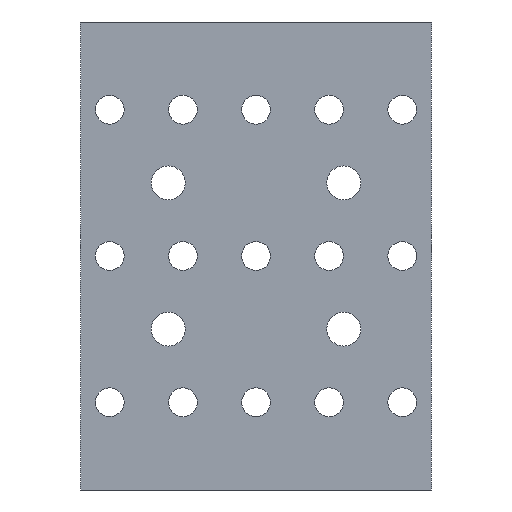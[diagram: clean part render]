
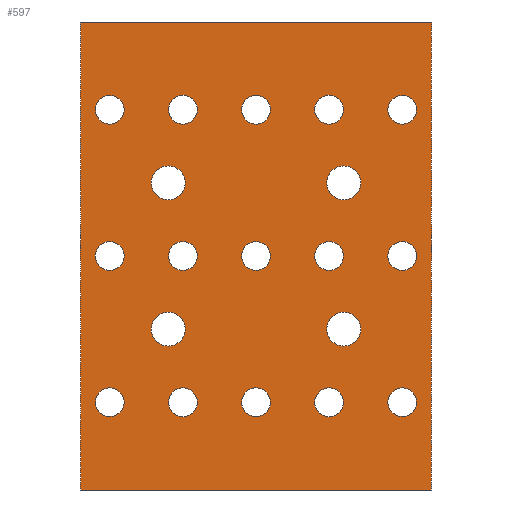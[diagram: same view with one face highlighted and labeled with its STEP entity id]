
A CAD part, front view. The second image highlights one B-rep face of the part: STEP entity #597.
In plain terms, the highlighted planar face has unit normal (0, -1, 0).
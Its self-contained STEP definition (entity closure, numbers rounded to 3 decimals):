
#34=FACE_BOUND('',#138,.T.);
#35=FACE_BOUND('',#139,.T.);
#36=FACE_BOUND('',#140,.T.);
#37=FACE_BOUND('',#141,.T.);
#38=FACE_BOUND('',#142,.T.);
#39=FACE_BOUND('',#143,.T.);
#40=FACE_BOUND('',#144,.T.);
#41=FACE_BOUND('',#145,.T.);
#42=FACE_BOUND('',#146,.T.);
#43=FACE_BOUND('',#147,.T.);
#44=FACE_BOUND('',#148,.T.);
#45=FACE_BOUND('',#149,.T.);
#46=FACE_BOUND('',#150,.T.);
#47=FACE_BOUND('',#151,.T.);
#48=FACE_BOUND('',#152,.T.);
#49=FACE_BOUND('',#153,.T.);
#50=FACE_BOUND('',#154,.T.);
#51=FACE_BOUND('',#155,.T.);
#52=FACE_BOUND('',#156,.T.);
#56=PLANE('',#691);
#89=FACE_OUTER_BOUND('',#137,.T.);
#137=EDGE_LOOP('',(#521,#522,#523,#524));
#138=EDGE_LOOP('',(#525));
#139=EDGE_LOOP('',(#526));
#140=EDGE_LOOP('',(#527));
#141=EDGE_LOOP('',(#528));
#142=EDGE_LOOP('',(#529));
#143=EDGE_LOOP('',(#530));
#144=EDGE_LOOP('',(#531));
#145=EDGE_LOOP('',(#532));
#146=EDGE_LOOP('',(#533));
#147=EDGE_LOOP('',(#534));
#148=EDGE_LOOP('',(#535));
#149=EDGE_LOOP('',(#536));
#150=EDGE_LOOP('',(#537));
#151=EDGE_LOOP('',(#538));
#152=EDGE_LOOP('',(#539));
#153=EDGE_LOOP('',(#540));
#154=EDGE_LOOP('',(#541));
#155=EDGE_LOOP('',(#542));
#156=EDGE_LOOP('',(#543));
#183=LINE('',#1009,#218);
#191=LINE('',#1024,#226);
#192=LINE('',#1026,#227);
#193=LINE('',#1027,#228);
#218=VECTOR('',#852,10.);
#226=VECTOR('',#864,10.);
#227=VECTOR('',#867,10.);
#228=VECTOR('',#868,10.);
#230=CIRCLE('',#625,2.459);
#232=CIRCLE('',#628,2.459);
#234=CIRCLE('',#631,2.459);
#236=CIRCLE('',#634,2.459);
#238=CIRCLE('',#637,2.459);
#240=CIRCLE('',#640,2.459);
#242=CIRCLE('',#643,2.459);
#244=CIRCLE('',#646,2.459);
#246=CIRCLE('',#649,2.459);
#248=CIRCLE('',#652,2.459);
#250=CIRCLE('',#655,2.459);
#252=CIRCLE('',#658,2.459);
#254=CIRCLE('',#661,2.459);
#256=CIRCLE('',#664,2.459);
#258=CIRCLE('',#667,2.459);
#261=CIRCLE('',#672,2.9);
#264=CIRCLE('',#677,2.9);
#267=CIRCLE('',#682,2.9);
#270=CIRCLE('',#687,2.9);
#272=VERTEX_POINT('',#877);
#274=VERTEX_POINT('',#883);
#276=VERTEX_POINT('',#889);
#278=VERTEX_POINT('',#895);
#280=VERTEX_POINT('',#901);
#282=VERTEX_POINT('',#907);
#284=VERTEX_POINT('',#913);
#286=VERTEX_POINT('',#919);
#288=VERTEX_POINT('',#925);
#290=VERTEX_POINT('',#931);
#292=VERTEX_POINT('',#937);
#294=VERTEX_POINT('',#943);
#296=VERTEX_POINT('',#949);
#298=VERTEX_POINT('',#955);
#300=VERTEX_POINT('',#961);
#303=VERTEX_POINT('',#971);
#306=VERTEX_POINT('',#981);
#309=VERTEX_POINT('',#991);
#312=VERTEX_POINT('',#1001);
#314=VERTEX_POINT('',#1006);
#315=VERTEX_POINT('',#1008);
#319=VERTEX_POINT('',#1020);
#320=VERTEX_POINT('',#1022);
#323=EDGE_CURVE('',#272,#272,#230,.T.);
#326=EDGE_CURVE('',#274,#274,#232,.T.);
#329=EDGE_CURVE('',#276,#276,#234,.T.);
#332=EDGE_CURVE('',#278,#278,#236,.T.);
#335=EDGE_CURVE('',#280,#280,#238,.T.);
#338=EDGE_CURVE('',#282,#282,#240,.T.);
#341=EDGE_CURVE('',#284,#284,#242,.T.);
#344=EDGE_CURVE('',#286,#286,#244,.T.);
#347=EDGE_CURVE('',#288,#288,#246,.T.);
#350=EDGE_CURVE('',#290,#290,#248,.T.);
#353=EDGE_CURVE('',#292,#292,#250,.T.);
#356=EDGE_CURVE('',#294,#294,#252,.T.);
#359=EDGE_CURVE('',#296,#296,#254,.T.);
#362=EDGE_CURVE('',#298,#298,#256,.T.);
#365=EDGE_CURVE('',#300,#300,#258,.T.);
#370=EDGE_CURVE('',#303,#303,#261,.T.);
#375=EDGE_CURVE('',#306,#306,#264,.T.);
#380=EDGE_CURVE('',#309,#309,#267,.T.);
#385=EDGE_CURVE('',#312,#312,#270,.T.);
#387=EDGE_CURVE('',#314,#315,#183,.T.);
#395=EDGE_CURVE('',#319,#320,#191,.T.);
#396=EDGE_CURVE('',#314,#319,#192,.T.);
#397=EDGE_CURVE('',#315,#320,#193,.T.);
#521=ORIENTED_EDGE('',*,*,#396,.T.);
#522=ORIENTED_EDGE('',*,*,#395,.T.);
#523=ORIENTED_EDGE('',*,*,#397,.F.);
#524=ORIENTED_EDGE('',*,*,#387,.F.);
#525=ORIENTED_EDGE('',*,*,#323,.T.);
#526=ORIENTED_EDGE('',*,*,#326,.T.);
#527=ORIENTED_EDGE('',*,*,#329,.T.);
#528=ORIENTED_EDGE('',*,*,#332,.T.);
#529=ORIENTED_EDGE('',*,*,#335,.T.);
#530=ORIENTED_EDGE('',*,*,#338,.T.);
#531=ORIENTED_EDGE('',*,*,#341,.T.);
#532=ORIENTED_EDGE('',*,*,#344,.T.);
#533=ORIENTED_EDGE('',*,*,#347,.T.);
#534=ORIENTED_EDGE('',*,*,#350,.T.);
#535=ORIENTED_EDGE('',*,*,#353,.T.);
#536=ORIENTED_EDGE('',*,*,#356,.T.);
#537=ORIENTED_EDGE('',*,*,#359,.T.);
#538=ORIENTED_EDGE('',*,*,#362,.T.);
#539=ORIENTED_EDGE('',*,*,#365,.T.);
#540=ORIENTED_EDGE('',*,*,#370,.T.);
#541=ORIENTED_EDGE('',*,*,#375,.T.);
#542=ORIENTED_EDGE('',*,*,#380,.T.);
#543=ORIENTED_EDGE('',*,*,#385,.T.);
#597=ADVANCED_FACE('',(#89,#34,#35,#36,#37,#38,#39,#40,#41,#42,#43,#44,
#45,#46,#47,#48,#49,#50,#51,#52),#56,.T.);
#625=AXIS2_PLACEMENT_3D('',#879,#701,#702);
#628=AXIS2_PLACEMENT_3D('',#885,#708,#709);
#631=AXIS2_PLACEMENT_3D('',#891,#715,#716);
#634=AXIS2_PLACEMENT_3D('',#897,#722,#723);
#637=AXIS2_PLACEMENT_3D('',#903,#729,#730);
#640=AXIS2_PLACEMENT_3D('',#909,#736,#737);
#643=AXIS2_PLACEMENT_3D('',#915,#743,#744);
#646=AXIS2_PLACEMENT_3D('',#921,#750,#751);
#649=AXIS2_PLACEMENT_3D('',#927,#757,#758);
#652=AXIS2_PLACEMENT_3D('',#933,#764,#765);
#655=AXIS2_PLACEMENT_3D('',#939,#771,#772);
#658=AXIS2_PLACEMENT_3D('',#945,#778,#779);
#661=AXIS2_PLACEMENT_3D('',#951,#785,#786);
#664=AXIS2_PLACEMENT_3D('',#957,#792,#793);
#667=AXIS2_PLACEMENT_3D('',#963,#799,#800);
#672=AXIS2_PLACEMENT_3D('',#973,#811,#812);
#677=AXIS2_PLACEMENT_3D('',#983,#823,#824);
#682=AXIS2_PLACEMENT_3D('',#993,#835,#836);
#687=AXIS2_PLACEMENT_3D('',#1003,#847,#848);
#691=AXIS2_PLACEMENT_3D('',#1025,#865,#866);
#701=DIRECTION('center_axis',(0.,1.,0.));
#702=DIRECTION('ref_axis',(1.,0.,0.));
#708=DIRECTION('center_axis',(0.,1.,0.));
#709=DIRECTION('ref_axis',(1.,0.,0.));
#715=DIRECTION('center_axis',(0.,1.,0.));
#716=DIRECTION('ref_axis',(1.,0.,0.));
#722=DIRECTION('center_axis',(0.,1.,0.));
#723=DIRECTION('ref_axis',(1.,0.,0.));
#729=DIRECTION('center_axis',(0.,1.,0.));
#730=DIRECTION('ref_axis',(1.,0.,0.));
#736=DIRECTION('center_axis',(0.,1.,0.));
#737=DIRECTION('ref_axis',(1.,0.,0.));
#743=DIRECTION('center_axis',(0.,1.,0.));
#744=DIRECTION('ref_axis',(1.,0.,0.));
#750=DIRECTION('center_axis',(0.,1.,0.));
#751=DIRECTION('ref_axis',(1.,0.,0.));
#757=DIRECTION('center_axis',(0.,1.,0.));
#758=DIRECTION('ref_axis',(1.,0.,0.));
#764=DIRECTION('center_axis',(0.,1.,0.));
#765=DIRECTION('ref_axis',(1.,0.,0.));
#771=DIRECTION('center_axis',(0.,1.,0.));
#772=DIRECTION('ref_axis',(1.,0.,0.));
#778=DIRECTION('center_axis',(0.,1.,0.));
#779=DIRECTION('ref_axis',(1.,0.,0.));
#785=DIRECTION('center_axis',(0.,1.,0.));
#786=DIRECTION('ref_axis',(1.,0.,0.));
#792=DIRECTION('center_axis',(0.,1.,0.));
#793=DIRECTION('ref_axis',(1.,0.,0.));
#799=DIRECTION('center_axis',(0.,1.,0.));
#800=DIRECTION('ref_axis',(1.,0.,0.));
#811=DIRECTION('center_axis',(0.,1.,0.));
#812=DIRECTION('ref_axis',(1.,0.,0.));
#823=DIRECTION('center_axis',(0.,1.,0.));
#824=DIRECTION('ref_axis',(1.,0.,0.));
#835=DIRECTION('center_axis',(0.,1.,0.));
#836=DIRECTION('ref_axis',(1.,0.,0.));
#847=DIRECTION('center_axis',(0.,1.,0.));
#848=DIRECTION('ref_axis',(1.,0.,0.));
#852=DIRECTION('',(1.,0.,0.));
#864=DIRECTION('',(1.,0.,0.));
#865=DIRECTION('center_axis',(0.,-1.,0.));
#866=DIRECTION('ref_axis',(0.,0.,-1.));
#867=DIRECTION('',(0.,0.,-1.));
#868=DIRECTION('',(0.,0.,-1.));
#877=CARTESIAN_POINT('',(15.042,0.,-15.));
#879=CARTESIAN_POINT('Origin',(17.5,0.,-15.));
#883=CARTESIAN_POINT('',(2.542,0.,-15.));
#885=CARTESIAN_POINT('Origin',(5.,0.,-15.));
#889=CARTESIAN_POINT('',(52.542,0.,-15.));
#891=CARTESIAN_POINT('Origin',(55.,0.,-15.));
#895=CARTESIAN_POINT('',(27.542,0.,-15.));
#897=CARTESIAN_POINT('Origin',(30.,0.,-15.));
#901=CARTESIAN_POINT('',(40.042,0.,-15.));
#903=CARTESIAN_POINT('Origin',(42.5,0.,-15.));
#907=CARTESIAN_POINT('',(15.042,0.,-65.));
#909=CARTESIAN_POINT('Origin',(17.5,0.,-65.));
#913=CARTESIAN_POINT('',(2.542,0.,-65.));
#915=CARTESIAN_POINT('Origin',(5.,0.,-65.));
#919=CARTESIAN_POINT('',(52.542,0.,-65.));
#921=CARTESIAN_POINT('Origin',(55.,0.,-65.));
#925=CARTESIAN_POINT('',(27.542,0.,-65.));
#927=CARTESIAN_POINT('Origin',(30.,0.,-65.));
#931=CARTESIAN_POINT('',(40.042,0.,-65.));
#933=CARTESIAN_POINT('Origin',(42.5,0.,-65.));
#937=CARTESIAN_POINT('',(15.042,0.,-40.));
#939=CARTESIAN_POINT('Origin',(17.5,0.,-40.));
#943=CARTESIAN_POINT('',(40.042,0.,-40.));
#945=CARTESIAN_POINT('Origin',(42.5,0.,-40.));
#949=CARTESIAN_POINT('',(27.542,0.,-40.));
#951=CARTESIAN_POINT('Origin',(30.,0.,-40.));
#955=CARTESIAN_POINT('',(52.542,0.,-40.));
#957=CARTESIAN_POINT('Origin',(55.,0.,-40.));
#961=CARTESIAN_POINT('',(2.542,0.,-40.));
#963=CARTESIAN_POINT('Origin',(5.,0.,-40.));
#971=CARTESIAN_POINT('',(12.1,0.,-52.5));
#973=CARTESIAN_POINT('Origin',(15.,0.,-52.5));
#981=CARTESIAN_POINT('',(42.1,0.,-27.5));
#983=CARTESIAN_POINT('Origin',(45.,0.,-27.5));
#991=CARTESIAN_POINT('',(12.1,0.,-27.5));
#993=CARTESIAN_POINT('Origin',(15.,0.,-27.5));
#1001=CARTESIAN_POINT('',(42.1,0.,-52.5));
#1003=CARTESIAN_POINT('Origin',(45.,0.,-52.5));
#1006=CARTESIAN_POINT('',(0.,0.,0.));
#1008=CARTESIAN_POINT('',(60.,0.,0.));
#1009=CARTESIAN_POINT('',(0.,0.,0.));
#1020=CARTESIAN_POINT('',(0.,0.,-80.));
#1022=CARTESIAN_POINT('',(60.,0.,-80.));
#1024=CARTESIAN_POINT('',(0.,0.,-80.));
#1025=CARTESIAN_POINT('Origin',(0.,0.,0.));
#1026=CARTESIAN_POINT('',(0.,0.,0.));
#1027=CARTESIAN_POINT('',(60.,0.,0.));
